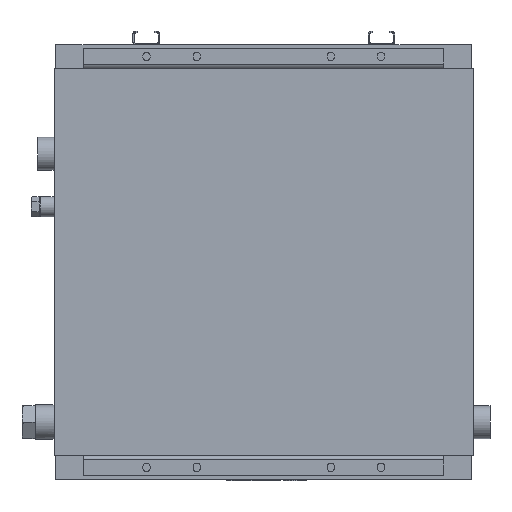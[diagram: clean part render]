
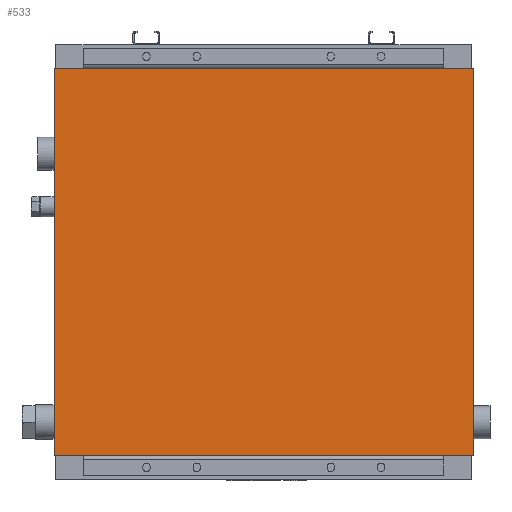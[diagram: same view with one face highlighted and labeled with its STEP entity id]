
A CAD part, top view. The second image highlights one B-rep face of the part: STEP entity #533.
In plain terms, the highlighted planar face has unit normal (0, 0, 1).
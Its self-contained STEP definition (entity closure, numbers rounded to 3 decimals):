
#533 = ADVANCED_FACE( '', ( #1354 ), #1355, .T. );
#1354 = FACE_OUTER_BOUND( '', #2526, .T. );
#1355 = PLANE( '', #2527 );
#2526 = EDGE_LOOP( '', ( #4165, #4166, #4167, #4168 ) );
#2527 = AXIS2_PLACEMENT_3D( '', #4169, #4170, #4171 );
#4165 = ORIENTED_EDGE( '', *, *, #7142, .T. );
#4166 = ORIENTED_EDGE( '', *, *, #7143, .T. );
#4167 = ORIENTED_EDGE( '', *, *, #7144, .T. );
#4168 = ORIENTED_EDGE( '', *, *, #7145, .T. );
#4169 = CARTESIAN_POINT( '', ( 0., 0., 113.5 ) );
#4170 = DIRECTION( '', ( 0., 0., 1. ) );
#4171 = DIRECTION( '', ( 1., 0., 0. ) );
#7142 = EDGE_CURVE( '', #8670, #8671, #8672, .T. );
#7143 = EDGE_CURVE( '', #8671, #8673, #8674, .T. );
#7144 = EDGE_CURVE( '', #8673, #8675, #8676, .T. );
#7145 = EDGE_CURVE( '', #8675, #8670, #8677, .T. );
#8670 = VERTEX_POINT( '', #10810 );
#8671 = VERTEX_POINT( '', #10811 );
#8672 = LINE( '', #10812, #10813 );
#8673 = VERTEX_POINT( '', #10814 );
#8674 = LINE( '', #10815, #10816 );
#8675 = VERTEX_POINT( '', #10817 );
#8676 = LINE( '', #10818, #10819 );
#8677 = LINE( '', #10820, #10821 );
#10810 = CARTESIAN_POINT( '', ( 317.5, 293.5, 113.5 ) );
#10811 = CARTESIAN_POINT( '', ( -317.5, 293.5, 113.5 ) );
#10812 = CARTESIAN_POINT( '', ( 317.5, 293.5, 113.5 ) );
#10813 = VECTOR( '', #13000, 1000. );
#10814 = CARTESIAN_POINT( '', ( -317.5, -293.5, 113.5 ) );
#10815 = CARTESIAN_POINT( '', ( -317.5, 293.5, 113.5 ) );
#10816 = VECTOR( '', #13001, 1000. );
#10817 = CARTESIAN_POINT( '', ( 317.5, -293.5, 113.5 ) );
#10818 = CARTESIAN_POINT( '', ( -317.5, -293.5, 113.5 ) );
#10819 = VECTOR( '', #13002, 1000. );
#10820 = CARTESIAN_POINT( '', ( 317.5, -293.5, 113.5 ) );
#10821 = VECTOR( '', #13003, 1000. );
#13000 = DIRECTION( '', ( -1., 0., 0. ) );
#13001 = DIRECTION( '', ( 0., -1., 0. ) );
#13002 = DIRECTION( '', ( 1., 0., 0. ) );
#13003 = DIRECTION( '', ( 0., 1., 0. ) );
